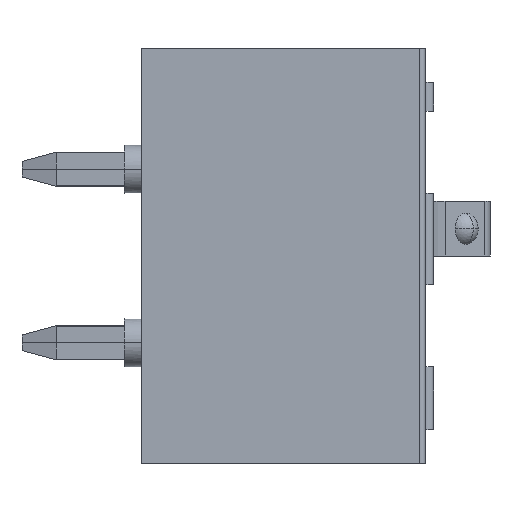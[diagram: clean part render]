
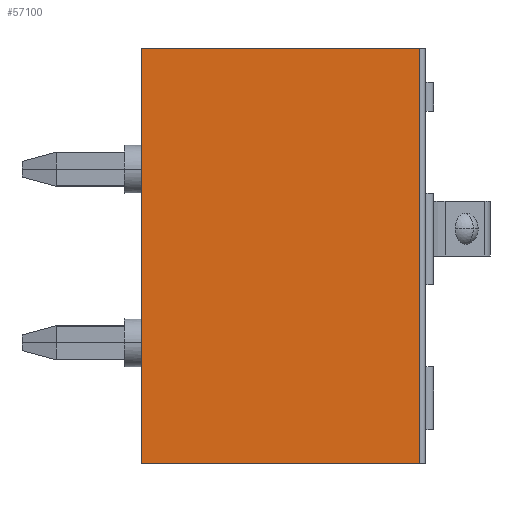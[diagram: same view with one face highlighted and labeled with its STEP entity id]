
A CAD part, left-side view. The second image highlights one B-rep face of the part: STEP entity #57100.
In plain terms, the highlighted planar face has unit normal (-1, 0, 0).
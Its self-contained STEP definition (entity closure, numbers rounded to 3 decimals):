
#20140=CARTESIAN_POINT('',(-0.1,24.096,-8.62));
#20150=VERTEX_POINT('',#20140);
#20180=CARTESIAN_POINT('',(-0.1,0.,-8.62));
#20190=DIRECTION('',(0.,1.,0.));
#20200=VECTOR('',#20190,1.);
#20210=LINE('',#20180,#20200);
#20220=CARTESIAN_POINT('',(-0.1,15.946,-8.62));
#20230=VERTEX_POINT('',#20220);
#20240=EDGE_CURVE('',#20230,#20150,#20210,.T.);
#45450=CARTESIAN_POINT('',(-0.1,24.096,3.54));
#45460=VERTEX_POINT('',#45450);
#45490=CARTESIAN_POINT('',(-0.1,24.096,0.));
#45500=DIRECTION('',(0.,0.,1.));
#45510=VECTOR('',#45500,1.);
#45520=LINE('',#45490,#45510);
#45530=EDGE_CURVE('',#20150,#45460,#45520,.T.);
#48830=CARTESIAN_POINT('',(-0.1,15.946,3.54));
#48840=VERTEX_POINT('',#48830);
#48870=CARTESIAN_POINT('',(-0.1,0.,3.54));
#48880=DIRECTION('',(0.,-1.,0.));
#48890=VECTOR('',#48880,1.);
#48900=LINE('',#48870,#48890);
#48910=EDGE_CURVE('',#45460,#48840,#48900,.T.);
#56940=CARTESIAN_POINT('',(-0.1,20.304,-5.08));
#56950=DIRECTION('',(1.,0.,0.));
#56960=DIRECTION('',(0.,-1.,0.));
#56970=AXIS2_PLACEMENT_3D('',#56940,#56950,#56960);
#56980=PLANE('',#56970);
#56990=ORIENTED_EDGE('',*,*,#48910,.F.);
#57000=CARTESIAN_POINT('',(-0.1,15.946,0.));
#57010=DIRECTION('',(0.,0.,-1.));
#57020=VECTOR('',#57010,1.);
#57030=LINE('',#57000,#57020);
#57040=EDGE_CURVE('',#48840,#20230,#57030,.T.);
#57050=ORIENTED_EDGE('',*,*,#57040,.F.);
#57060=ORIENTED_EDGE('',*,*,#20240,.F.);
#57070=ORIENTED_EDGE('',*,*,#45530,.F.);
#57080=EDGE_LOOP('',(#57070,#57060,#57050,#56990));
#57090=FACE_OUTER_BOUND('',#57080,.T.);
#57100=ADVANCED_FACE('',(#57090),#56980,.F.);
